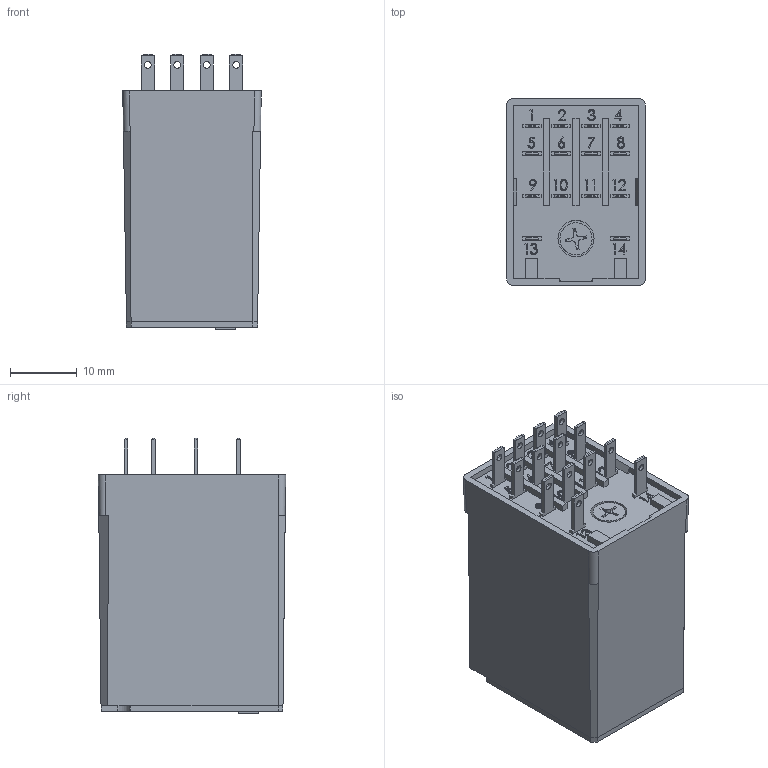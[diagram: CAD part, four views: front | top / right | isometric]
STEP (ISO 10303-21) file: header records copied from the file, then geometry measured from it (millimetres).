
FILE_DESCRIPTION (( 'STEP AP203' ), '1' );
FILE_NAME ('Ðåëå ÐÏ-Èð2 áåç êíîïêè.STEP', '2019-11-18T08:16:55', ( '' ), ( '' ), 'SwSTEP 2.0', 'SolidWorks 2017', '' );
FILE_SCHEMA (( 'CONFIG_CONTROL_DESIGN' ));
Length unit declared in the file: millimetre
Products named in the file (29): 匀棠.757462.005 蔓忸鋉攬寗.757461.005-01; ÔÈÌÄ.685461.001 ÑÁ Âûâîä ñ êîíòàêòîì; 匀棠.758141.001 妈眚_攬寗.758141.001 偍; 匀棠.757462.005 蔓忸鋉攬寗.757461.005; ÔÈÌÄ.754342.001 Øèëüäèê; 匀棠.754516.001 暑腼嚓1_攬寗.754516.001-01; ������� ���90+�1 0,4 �� 25-08-15 �� 1995-292-05785324-2009_��᪫������� ����; Ðåëå ÐÏ-Èð2 áåç êíîïêè; ﾔﾈﾌﾄ.757551.001 ﾎ魵瑙韃; ÔÈÌÄ.685171.001 Êîíòàêòíàÿ ñèñòåìà äëÿ ìîäåëè_¤«ï á¡®àª¨
Assembly tree (27 placements, depth 4):
  ������� ���90+�1 0,4 �� 25-08-15 �� 1995-292-05785324-2009_��᪫������� ����
  Ðåëå ÐÏ-Èð2 áåç êíîïêè
    ÔÈÌÄ.685171.001 Êîíòàêòíàÿ ñèñòåìà äëÿ ìîäåëè_¤«ï á¡®àª¨
      ﾔﾈﾌﾄ.757551.001 ﾎ魵瑙韃
      ÔÈÌÄ.685461.001 ÑÁ Âûâîä ñ êîíòàêòîì
        匀棠.757462.005 蔓忸鋉攬寗.757461.005
      匀棠.757462.005 蔓忸鋉攬寗.757461.005-01
      ÔÈÌÄ.685461.001 ÑÁ Âûâîä ñ êîíòàêòîì
        匀棠.757462.005 蔓忸鋉攬寗.757461.005
      ÔÈÌÄ.685461.001 ÑÁ Âûâîä ñ êîíòàêòîì
        匀棠.757462.005 蔓忸鋉攬寗.757461.005
      ÔÈÌÄ.685461.001 ÑÁ Âûâîä ñ êîíòàêòîì
        匀棠.757462.005 蔓忸鋉攬寗.757461.005
      ÔÈÌÄ.685461.001 ÑÁ Âûâîä ñ êîíòàêòîì
        匀棠.757462.005 蔓忸鋉攬寗.757461.005
      ÔÈÌÄ.685461.001 ÑÁ Âûâîä ñ êîíòàêòîì
        匀棠.757462.005 蔓忸鋉攬寗.757461.005
      ÔÈÌÄ.685461.001 ÑÁ Âûâîä ñ êîíòàêòîì
        匀棠.757462.005 蔓忸鋉攬寗.757461.005
      ÔÈÌÄ.685461.001 ÑÁ Âûâîä ñ êîíòàêòîì
        匀棠.757462.005 蔓忸鋉攬寗.757461.005
      匀棠.757462.005 蔓忸鋉攬寗.757461.005-01
      匀棠.757462.005 蔓忸鋉攬寗.757461.005-01
      匀棠.757462.005 蔓忸鋉攬寗.757461.005-01
      匀棠.757462.005 蔓忸鋉攬寗.757461.005-01
      匀棠.757462.005 蔓忸鋉攬寗.757461.005-01
    匀棠.758141.001 妈眚_攬寗.758141.001 偍
    ÔÈÌÄ.754342.001 Øèëüäèê
    匀棠.754516.001 暑腼嚓1_攬寗.754516.001-01
Bounding box: 20.7 x 28 x 41.2 mm (x, y, z)
Volume: 5877.6 mm3; surface area: 11311.8 mm2
Topology: 18 solids, 18 shells, 908 faces, 2444 edges, 1622 vertices
Faces by surface type: plane 746, bspline 93, cylinder 64, cone 3, torus 2
Full cylindrical faces by diameter (mm): 1 x14, 1.7 x2, 2 x3, 3 x1, 3.2 x3, 4.8 x1, 5 x1, 5.4 x1
Entity records: 36128 total; most frequent: CARTESIAN_POINT 10951, ORIENTED_EDGE 4814, DIRECTION 3971, EDGE_CURVE 2407, VECTOR 2095, LINE 2095, VERTEX_POINT 1616, EDGE_LOOP 1049
